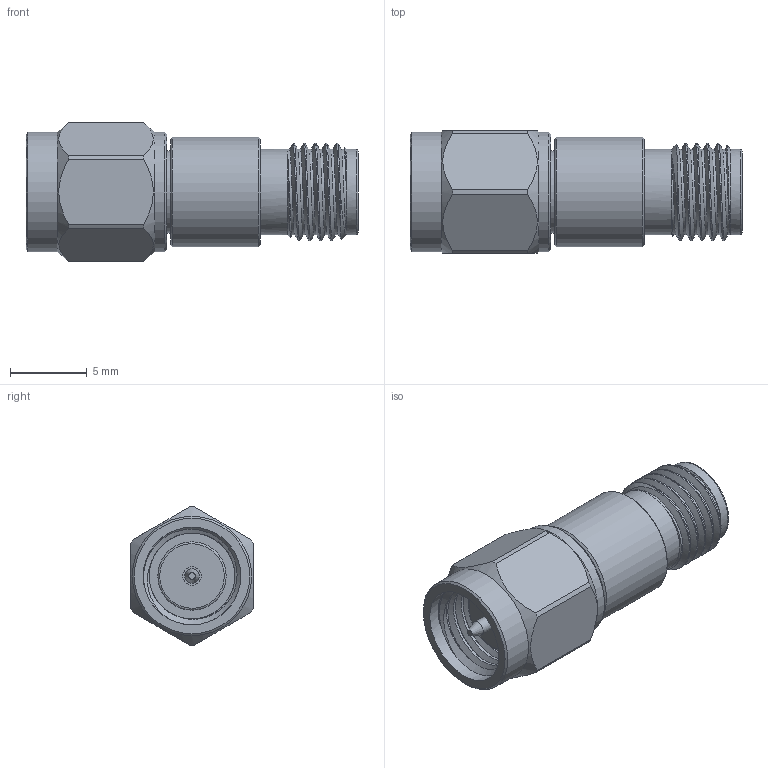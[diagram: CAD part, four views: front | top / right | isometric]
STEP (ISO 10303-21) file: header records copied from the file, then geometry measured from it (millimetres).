
FILE_DESCRIPTION (( 'STEP AP203' ), '1' );
FILE_NAME ('PE7005-1_3D.step', '2020-07-22T16:31:16', ( '' ), ( '' ), 'SwSTEP 2.0', 'SolidWorks 2018', '' );
FILE_SCHEMA (( 'CONFIG_CONTROL_DESIGN' ));
Length unit declared in the file: inch
Products named in the file (1): PE7005-1_3D
Bounding box: 21.59 x 7.94 x 8.99 mm (x, y, z)
Volume: 741 mm3; surface area: 878.4 mm2
Topology: 1 solids, 1 shells, 63 faces, 156 edges, 105 vertices
Faces by surface type: cylinder 26, plane 18, cone 11, bspline 7, torus 1
Full cylindrical faces by diameter (mm): 0.94 x2, 1.194 x2, 4.445 x1, 4.572 x1, 5.334 x1, 5.582 x2, 6.35 x6, 7.112 x1, 7.762 x2
Entity records: 4827 total; most frequent: CARTESIAN_POINT 3581, ORIENTED_EDGE 242, DIRECTION 206, EDGE_CURVE 121, VERTEX_POINT 99, AXIS2_PLACEMENT_3D 97, EDGE_LOOP 90, FACE_OUTER_BOUND 72
